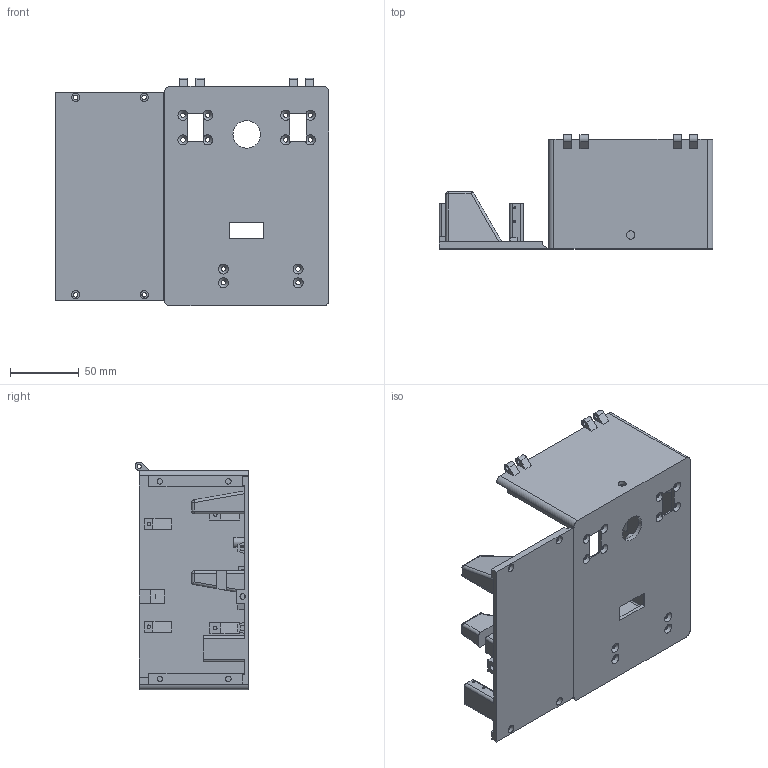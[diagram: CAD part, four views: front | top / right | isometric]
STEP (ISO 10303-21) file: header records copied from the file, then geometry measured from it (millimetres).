
FILE_DESCRIPTION(/* description */ (''),/* implementation_level */ '2;1');
FILE_NAME(/* name */ 'Box.stp',/* time_stamp */ '2024-10-02T09:37:18+02:00',/* author */ ('de20559'),/* organization */ (''),/* preprocessor_version */ 'ST-DEVELOPER v20',/* originating_system */ 'Autodesk Inventor 2024',/* authorisation */ '');
FILE_SCHEMA (('AUTOMOTIVE_DESIGN { 1 0 10303 214 3 1 1 }'));
Length unit declared in the file: millimetre
Products named in the file (1): Box
Bounding box: 199.8 x 83 x 165.99 mm (x, y, z)
Volume: 239477.5 mm3; surface area: 143130.6 mm2
Topology: 1 solids, 1 shells, 313 faces, 864 edges, 558 vertices
Faces by surface type: plane 194, cylinder 92, cone 24, sphere 3
Full cylindrical faces by diameter (mm): 1.6 x8, 2.5 x6, 3 x4, 3.3 x16, 4 x8, 6 x5, 7 x2, 20 x1
Entity records: 10042 total; most frequent: CARTESIAN_POINT 1795, ORIENTED_EDGE 1706, DIRECTION 1669, EDGE_CURVE 853, LINE 623, VECTOR 623, VERTEX_POINT 558, AXIS2_PLACEMENT_3D 523
